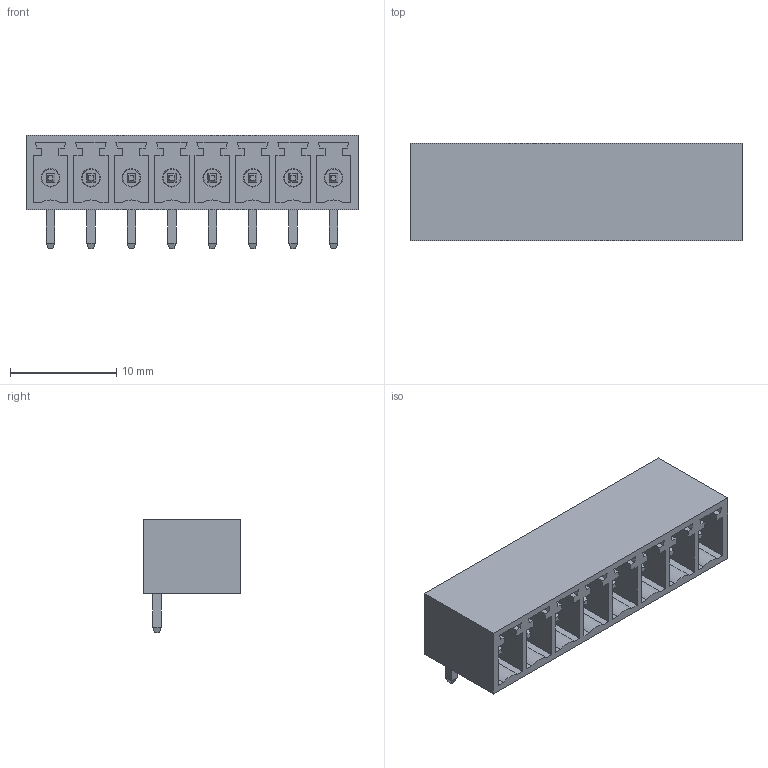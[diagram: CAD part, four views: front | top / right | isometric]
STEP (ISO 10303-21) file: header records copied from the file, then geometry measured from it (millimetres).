
FILE_DESCRIPTION (( 'STEP AP214' ), '1' );
FILE_NAME ('KF2EDGR-3.81-8P.STEP', '2023-09-29T12:25:34', ( '' ), ( '' ), 'SwSTEP 2.0', 'SolidWorks 2016', '' );
FILE_SCHEMA (( 'AUTOMOTIVE_DESIGN' ));
Length unit declared in the file: millimetre
Products named in the file (1): KF2EDGR-3.81-8P
Bounding box: 31.28 x 9.2 x 10.7 mm (x, y, z)
Volume: 1135.6 mm3; surface area: 2525 mm2
Topology: 1 solids, 1 shells, 310 faces, 748 edges, 472 vertices
Faces by surface type: plane 270, cylinder 24, cone 16
Entity records: 11943 total; most frequent: CARTESIAN_POINT 1531, ORIENTED_EDGE 1496, DIRECTION 1434, EDGE_CURVE 748, VECTOR 684, LINE 684, VERTEX_POINT 472, AXIS2_PLACEMENT_3D 375
